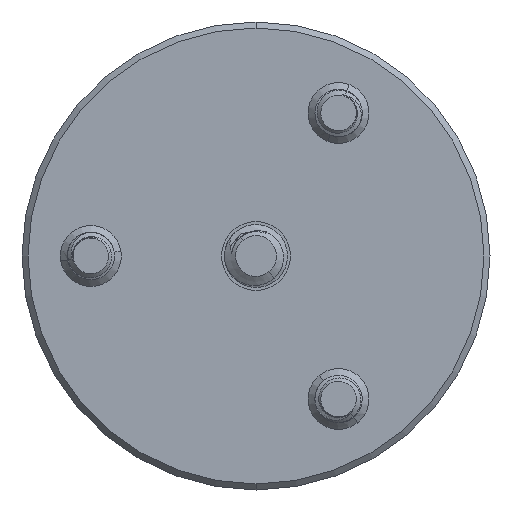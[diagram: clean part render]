
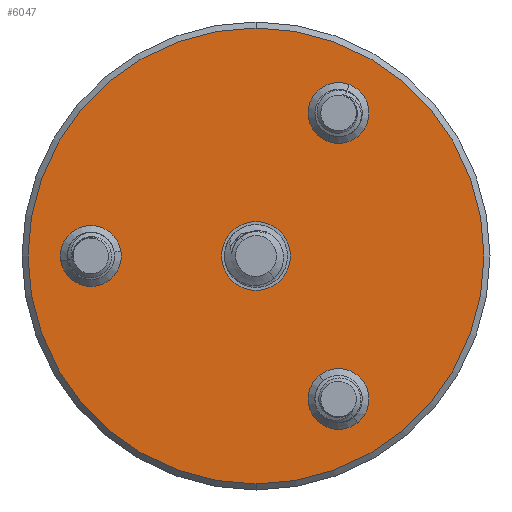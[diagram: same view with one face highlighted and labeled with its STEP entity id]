
A CAD part, front view. The second image highlights one B-rep face of the part: STEP entity #6047.
In plain terms, the highlighted planar face has unit normal (0, -1, 0).
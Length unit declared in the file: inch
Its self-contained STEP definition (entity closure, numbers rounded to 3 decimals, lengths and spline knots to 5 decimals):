
#73 = EDGE_CURVE ( 'NONE', #4785, #12840, #11814, .T. ) ;
#124 = AXIS2_PLACEMENT_3D ( 'NONE', #16081, #8384, #774 ) ;
#595 = CIRCLE ( 'NONE', #124, 0.076 ) ;
#608 = EDGE_LOOP ( 'NONE', ( #14447, #6429 ) ) ;
#645 = EDGE_CURVE ( 'NONE', #15599, #3433, #910, .T. ) ;
#774 = DIRECTION ( 'NONE',  ( 0., 0., 1. ) ) ;
#854 = DIRECTION ( 'NONE',  ( 0., 1., 0. ) ) ;
#893 = CARTESIAN_POINT ( 'NONE',  ( 0.20625, 0., -0.28124 ) ) ;
#910 = CIRCLE ( 'NONE', #5917, 0.076 ) ;
#957 = EDGE_CURVE ( 'NONE', #9977, #12119, #1504, .T. ) ;
#1299 = DIRECTION ( 'NONE',  ( 0., 1., 0. ) ) ;
#1343 = CARTESIAN_POINT ( 'NONE',  ( 0.20625, 0., 0.43324 ) ) ;
#1501 = VERTEX_POINT ( 'NONE', #2107 ) ;
#1504 = CIRCLE ( 'NONE', #14177, 0.076 ) ;
#1521 = CARTESIAN_POINT ( 'NONE',  ( 0., 0., 0. ) ) ;
#1894 = ORIENTED_EDGE ( 'NONE', *, *, #957, .T. ) ;
#2107 = CARTESIAN_POINT ( 'NONE',  ( 0., 0., -0.086 ) ) ;
#2771 = DIRECTION ( 'NONE',  ( 0., 0., 1. ) ) ;
#2845 = EDGE_CURVE ( 'NONE', #12119, #9977, #13987, .T. ) ;
#3012 = EDGE_LOOP ( 'NONE', ( #9791, #5604 ) ) ;
#3015 = CARTESIAN_POINT ( 'NONE',  ( -0.4125, 0., -0.076 ) ) ;
#3295 = CARTESIAN_POINT ( 'NONE',  ( 0.20625, 0., 0.35724 ) ) ;
#3350 = CARTESIAN_POINT ( 'NONE',  ( 0.20625, 0., 0.28124 ) ) ;
#3433 = VERTEX_POINT ( 'NONE', #1343 ) ;
#3571 = CIRCLE ( 'NONE', #10208, 0.076 ) ;
#3784 = CIRCLE ( 'NONE', #7437, 0.076 ) ;
#3796 = AXIS2_PLACEMENT_3D ( 'NONE', #14746, #7079, #16063 ) ;
#4139 = CARTESIAN_POINT ( 'NONE',  ( 0., 0., 0.5695 ) ) ;
#4240 = ORIENTED_EDGE ( 'NONE', *, *, #645, .T. ) ;
#4562 = DIRECTION ( 'NONE',  ( 0., 0., 1. ) ) ;
#4785 = VERTEX_POINT ( 'NONE', #4139 ) ;
#5129 = EDGE_LOOP ( 'NONE', ( #1894, #14227 ) ) ;
#5262 = CARTESIAN_POINT ( 'NONE',  ( -0.4125, 0., 0. ) ) ;
#5569 = CIRCLE ( 'NONE', #8485, 0.5695 ) ;
#5604 = ORIENTED_EDGE ( 'NONE', *, *, #12831, .T. ) ;
#5846 = CARTESIAN_POINT ( 'NONE',  ( 0., 0., 0.086 ) ) ;
#5917 = AXIS2_PLACEMENT_3D ( 'NONE', #14065, #14256, #14118 ) ;
#6047 = ADVANCED_FACE ( 'NONE', ( #13787, #14211, #7417, #10813, #10410 ), #8450, .F. ) ;
#6173 = CARTESIAN_POINT ( 'NONE',  ( 0., 0., 0. ) ) ;
#6429 = ORIENTED_EDGE ( 'NONE', *, *, #10616, .T. ) ;
#6520 = CARTESIAN_POINT ( 'NONE',  ( 0.20625, 0., -0.35724 ) ) ;
#6532 = DIRECTION ( 'NONE',  ( 0., 0., 1. ) ) ;
#7032 = AXIS2_PLACEMENT_3D ( 'NONE', #6520, #7662, #7373 ) ;
#7079 = DIRECTION ( 'NONE',  ( 0., 1., 0. ) ) ;
#7373 = DIRECTION ( 'NONE',  ( 0., 0., 1. ) ) ;
#7417 = FACE_BOUND ( 'NONE', #5129, .T. ) ;
#7437 = AXIS2_PLACEMENT_3D ( 'NONE', #3295, #12187, #4562 ) ;
#7634 = EDGE_CURVE ( 'NONE', #10978, #1501, #10782, .T. ) ;
#7662 = DIRECTION ( 'NONE',  ( 0., 1., 0. ) ) ;
#8044 = DIRECTION ( 'NONE',  ( 0., 0., 1. ) ) ;
#8083 = VERTEX_POINT ( 'NONE', #14076 ) ;
#8163 = EDGE_CURVE ( 'NONE', #12840, #4785, #5569, .T. ) ;
#8384 = DIRECTION ( 'NONE',  ( 0., 1., 0. ) ) ;
#8441 = ORIENTED_EDGE ( 'NONE', *, *, #8163, .T. ) ;
#8450 = PLANE ( 'NONE',  #11648 ) ;
#8485 = AXIS2_PLACEMENT_3D ( 'NONE', #1521, #10387, #2771 ) ;
#8726 = DIRECTION ( 'NONE',  ( 0., 0., 1. ) ) ;
#8879 = CARTESIAN_POINT ( 'NONE',  ( 0., 0., 0. ) ) ;
#9717 = DIRECTION ( 'NONE',  ( 0., 0., 1. ) ) ;
#9791 = ORIENTED_EDGE ( 'NONE', *, *, #16479, .T. ) ;
#9977 = VERTEX_POINT ( 'NONE', #893 ) ;
#9997 = CARTESIAN_POINT ( 'NONE',  ( 0.20625, 0., -0.43324 ) ) ;
#10155 = DIRECTION ( 'NONE',  ( 0., 0., 1. ) ) ;
#10208 = AXIS2_PLACEMENT_3D ( 'NONE', #5262, #14192, #6532 ) ;
#10238 = CARTESIAN_POINT ( 'NONE',  ( 0.20625, 0., -0.35724 ) ) ;
#10387 = DIRECTION ( 'NONE',  ( 0., -1., 0. ) ) ;
#10410 = FACE_BOUND ( 'NONE', #3012, .T. ) ;
#10616 = EDGE_CURVE ( 'NONE', #1501, #10978, #11565, .T. ) ;
#10782 = CIRCLE ( 'NONE', #3796, 0.086 ) ;
#10813 = FACE_BOUND ( 'NONE', #10945, .T. ) ;
#10945 = EDGE_LOOP ( 'NONE', ( #12198, #4240 ) ) ;
#10978 = VERTEX_POINT ( 'NONE', #5846 ) ;
#11565 = CIRCLE ( 'NONE', #15613, 0.086 ) ;
#11648 = AXIS2_PLACEMENT_3D ( 'NONE', #16135, #854, #9717 ) ;
#11814 = CIRCLE ( 'NONE', #12022, 0.5695 ) ;
#11918 = EDGE_LOOP ( 'NONE', ( #16078, #8441 ) ) ;
#12022 = AXIS2_PLACEMENT_3D ( 'NONE', #6173, #12979, #8726 ) ;
#12119 = VERTEX_POINT ( 'NONE', #9997 ) ;
#12180 = CARTESIAN_POINT ( 'NONE',  ( 0., 0., -0.5695 ) ) ;
#12187 = DIRECTION ( 'NONE',  ( 0., 1., 0. ) ) ;
#12198 = ORIENTED_EDGE ( 'NONE', *, *, #16140, .T. ) ;
#12831 = EDGE_CURVE ( 'NONE', #14296, #8083, #595, .T. ) ;
#12840 = VERTEX_POINT ( 'NONE', #12180 ) ;
#12979 = DIRECTION ( 'NONE',  ( 0., -1., 0. ) ) ;
#13787 = FACE_OUTER_BOUND ( 'NONE', #11918, .T. ) ;
#13987 = CIRCLE ( 'NONE', #7032, 0.076 ) ;
#14065 = CARTESIAN_POINT ( 'NONE',  ( 0.20625, 0., 0.35724 ) ) ;
#14076 = CARTESIAN_POINT ( 'NONE',  ( -0.4125, 0., 0.076 ) ) ;
#14118 = DIRECTION ( 'NONE',  ( 0., 0., 1. ) ) ;
#14177 = AXIS2_PLACEMENT_3D ( 'NONE', #10238, #14723, #8044 ) ;
#14192 = DIRECTION ( 'NONE',  ( 0., 1., 0. ) ) ;
#14211 = FACE_BOUND ( 'NONE', #608, .T. ) ;
#14227 = ORIENTED_EDGE ( 'NONE', *, *, #2845, .T. ) ;
#14256 = DIRECTION ( 'NONE',  ( 0., 1., 0. ) ) ;
#14296 = VERTEX_POINT ( 'NONE', #3015 ) ;
#14447 = ORIENTED_EDGE ( 'NONE', *, *, #7634, .T. ) ;
#14723 = DIRECTION ( 'NONE',  ( 0., 1., 0. ) ) ;
#14746 = CARTESIAN_POINT ( 'NONE',  ( 0., 0., 0. ) ) ;
#15599 = VERTEX_POINT ( 'NONE', #3350 ) ;
#15613 = AXIS2_PLACEMENT_3D ( 'NONE', #8879, #1299, #10155 ) ;
#16063 = DIRECTION ( 'NONE',  ( 0., 0., 1. ) ) ;
#16078 = ORIENTED_EDGE ( 'NONE', *, *, #73, .T. ) ;
#16081 = CARTESIAN_POINT ( 'NONE',  ( -0.4125, 0., 0. ) ) ;
#16135 = CARTESIAN_POINT ( 'NONE',  ( 0., 0., 0. ) ) ;
#16140 = EDGE_CURVE ( 'NONE', #3433, #15599, #3784, .T. ) ;
#16479 = EDGE_CURVE ( 'NONE', #8083, #14296, #3571, .T. ) ;
